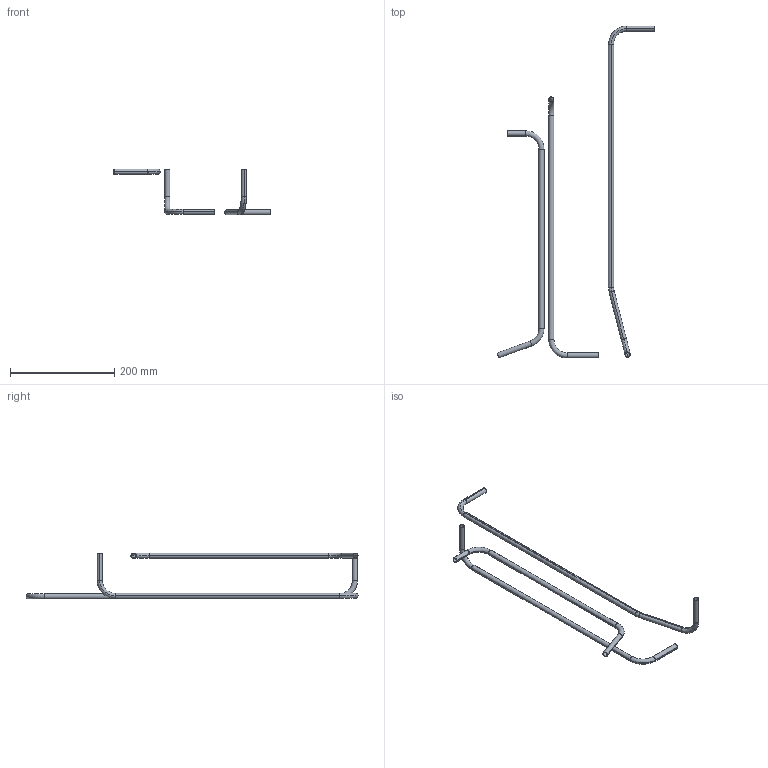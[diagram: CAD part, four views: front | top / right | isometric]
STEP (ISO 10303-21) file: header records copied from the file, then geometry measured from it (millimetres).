
FILE_DESCRIPTION((''),'2;1');
FILE_NAME('ASM0002_ASM','2015-05-04T',('u317927'),('Danfoss'),'PRO/ENGINEER BY PARAMETRIC TECHNOLOGY CORPORATION, 2014000','PRO/ENGINEER BY PARAMETRIC TECHNOLOGY CORPORATION, 2014000','');
FILE_SCHEMA(('CONFIG_CONTROL_DESIGN'));
Length unit declared in the file: millimetre
Products named in the file (4): 88631400; 88631750; 88631850; ASM0002_ASM
Assembly tree (3 placements, depth 2):
  ASM0002_ASM
    88631400
    88631750
    88631850
Bounding box: 302.4 x 636.08 x 88 mm (x, y, z)
Volume: 44779.8 mm3; surface area: 112088 mm2
Topology: 3 solids, 3 shells, 74 faces, 148 edges, 80 vertices
Faces by surface type: cylinder 40, torus 24, plane 6, bspline 4
Entity records: 2374 total; most frequent: CARTESIAN_POINT 679, DIRECTION 402, ORIENTED_EDGE 296, AXIS2_PLACEMENT_3D 181, EDGE_CURVE 148, CIRCLE 104, VERTEX_POINT 80, EDGE_LOOP 80
